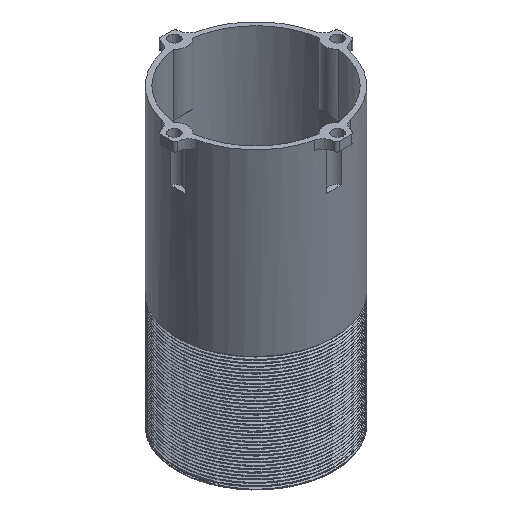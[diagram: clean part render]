
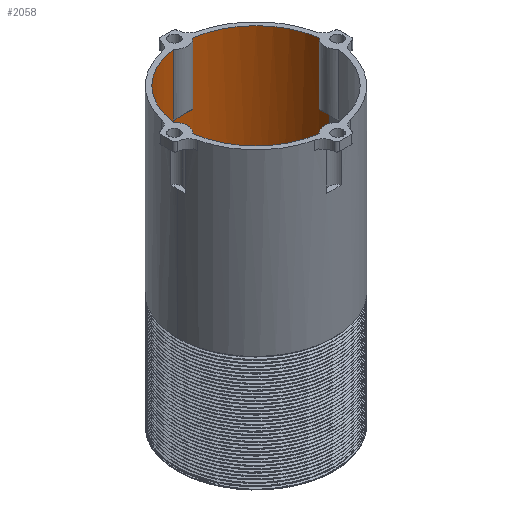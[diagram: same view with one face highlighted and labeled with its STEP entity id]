
A CAD part, isometric view. The second image highlights one B-rep face of the part: STEP entity #2058.
In plain terms, the highlighted cylindrical face has radius 24.9 mm (diameter 49.8 mm), a partial arc.
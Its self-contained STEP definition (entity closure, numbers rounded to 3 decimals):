
#54 = DIRECTION ( 'NONE',  ( 1., 0., 0. ) ) ;
#115 = VECTOR ( 'NONE', #7727, 1000. ) ;
#135 = CARTESIAN_POINT ( 'NONE',  ( 3.3, 24.68, 82. ) ) ;
#258 = VECTOR ( 'NONE', #10238, 1000. ) ;
#304 = ORIENTED_EDGE ( 'NONE', *, *, #3236, .F. ) ;
#324 = EDGE_CURVE ( 'NONE', #3768, #9759, #1473, .T. ) ;
#415 = LINE ( 'NONE', #521, #5786 ) ;
#488 = CARTESIAN_POINT ( 'NONE',  ( 3.3, 24.68, 79. ) ) ;
#521 = CARTESIAN_POINT ( 'NONE',  ( 24.68, 3.3, 82. ) ) ;
#598 = DIRECTION ( 'NONE',  ( 0., 0., 1. ) ) ;
#751 = DIRECTION ( 'NONE',  ( 0., 0., -1. ) ) ;
#820 = CARTESIAN_POINT ( 'NONE',  ( 0., 0., 79. ) ) ;
#966 = CARTESIAN_POINT ( 'NONE',  ( 0., 0., 100. ) ) ;
#1120 = VERTEX_POINT ( 'NONE', #10738 ) ;
#1165 = CARTESIAN_POINT ( 'NONE',  ( 3.3, 24.68, 100. ) ) ;
#1223 = CARTESIAN_POINT ( 'NONE',  ( -24.9, 0., 46.2 ) ) ;
#1274 = EDGE_CURVE ( 'NONE', #7358, #8961, #6723, .T. ) ;
#1287 = ORIENTED_EDGE ( 'NONE', *, *, #6475, .F. ) ;
#1309 = VERTEX_POINT ( 'NONE', #8528 ) ;
#1382 = ORIENTED_EDGE ( 'NONE', *, *, #9753, .T. ) ;
#1403 = CARTESIAN_POINT ( 'NONE',  ( 24.9, 0., 100. ) ) ;
#1430 = CARTESIAN_POINT ( 'NONE',  ( 24.68, 3.3, 100. ) ) ;
#1473 = CIRCLE ( 'NONE', #2923, 24.9 ) ;
#1479 = ORIENTED_EDGE ( 'NONE', *, *, #7469, .T. ) ;
#1492 = ORIENTED_EDGE ( 'NONE', *, *, #5164, .T. ) ;
#1852 = VERTEX_POINT ( 'NONE', #1223 ) ;
#2058 = ADVANCED_FACE ( 'NONE', ( #5905 ), #8296, .F. ) ;
#2343 = AXIS2_PLACEMENT_3D ( 'NONE', #7870, #8714, #4410 ) ;
#2405 = DIRECTION ( 'NONE',  ( -1., 0., 0. ) ) ;
#2652 = DIRECTION ( 'NONE',  ( -1., 0., 0. ) ) ;
#2670 = LINE ( 'NONE', #8735, #8250 ) ;
#2687 = EDGE_CURVE ( 'NONE', #8564, #1309, #9345, .T. ) ;
#2813 = CIRCLE ( 'NONE', #4254, 24.9 ) ;
#2923 = AXIS2_PLACEMENT_3D ( 'NONE', #966, #7092, #54 ) ;
#3007 = ORIENTED_EDGE ( 'NONE', *, *, #324, .T. ) ;
#3171 = ORIENTED_EDGE ( 'NONE', *, *, #5321, .T. ) ;
#3236 = EDGE_CURVE ( 'NONE', #7358, #3803, #9216, .T. ) ;
#3440 = CARTESIAN_POINT ( 'NONE',  ( -24.9, 0., 79. ) ) ;
#3455 = CARTESIAN_POINT ( 'NONE',  ( -3.3, 24.68, 100. ) ) ;
#3584 = EDGE_CURVE ( 'NONE', #6988, #1309, #2813, .T. ) ;
#3657 = AXIS2_PLACEMENT_3D ( 'NONE', #9364, #751, #5743 ) ;
#3768 = VERTEX_POINT ( 'NONE', #1430 ) ;
#3803 = VERTEX_POINT ( 'NONE', #6522 ) ;
#3829 = ORIENTED_EDGE ( 'NONE', *, *, #3584, .T. ) ;
#3904 = CIRCLE ( 'NONE', #4269, 24.9 ) ;
#3942 = LINE ( 'NONE', #10847, #4456 ) ;
#4254 = AXIS2_PLACEMENT_3D ( 'NONE', #9493, #6949, #10392 ) ;
#4269 = AXIS2_PLACEMENT_3D ( 'NONE', #8425, #11020, #4861 ) ;
#4270 = EDGE_CURVE ( 'NONE', #1120, #6988, #2670, .T. ) ;
#4410 = DIRECTION ( 'NONE',  ( -1., 0., 0. ) ) ;
#4456 = VECTOR ( 'NONE', #7299, 1000. ) ;
#4785 = ORIENTED_EDGE ( 'NONE', *, *, #8206, .T. ) ;
#4859 = CARTESIAN_POINT ( 'NONE',  ( -24.68, 3.3, 79. ) ) ;
#4861 = DIRECTION ( 'NONE',  ( -1., 0., 0. ) ) ;
#5164 = EDGE_CURVE ( 'NONE', #1852, #3803, #3904, .T. ) ;
#5321 = EDGE_CURVE ( 'NONE', #8373, #1852, #3942, .T. ) ;
#5450 = DIRECTION ( 'NONE',  ( 0., 0., 1. ) ) ;
#5743 = DIRECTION ( 'NONE',  ( -1., 0., 0. ) ) ;
#5786 = VECTOR ( 'NONE', #9928, 1000. ) ;
#5905 = FACE_OUTER_BOUND ( 'NONE', #8749, .T. ) ;
#5979 = CARTESIAN_POINT ( 'NONE',  ( 24.68, 3.3, 79. ) ) ;
#6475 = EDGE_CURVE ( 'NONE', #8762, #9759, #7904, .T. ) ;
#6522 = CARTESIAN_POINT ( 'NONE',  ( 24.9, 0., 46.2 ) ) ;
#6542 = AXIS2_PLACEMENT_3D ( 'NONE', #820, #598, #2405 ) ;
#6622 = CARTESIAN_POINT ( 'NONE',  ( -24.68, 3.3, 82. ) ) ;
#6723 = CIRCLE ( 'NONE', #6542, 24.9 ) ;
#6949 = DIRECTION ( 'NONE',  ( 0., 0., 1. ) ) ;
#6988 = VERTEX_POINT ( 'NONE', #3455 ) ;
#7092 = DIRECTION ( 'NONE',  ( 0., 0., 1. ) ) ;
#7299 = DIRECTION ( 'NONE',  ( 0., 0., -1. ) ) ;
#7320 = VECTOR ( 'NONE', #8535, 1000. ) ;
#7358 = VERTEX_POINT ( 'NONE', #7481 ) ;
#7469 = EDGE_CURVE ( 'NONE', #8762, #1120, #8089, .T. ) ;
#7481 = CARTESIAN_POINT ( 'NONE',  ( 24.9, 0., 79. ) ) ;
#7727 = DIRECTION ( 'NONE',  ( 0., 0., 1. ) ) ;
#7816 = DIRECTION ( 'NONE',  ( 0., 0., 1. ) ) ;
#7870 = CARTESIAN_POINT ( 'NONE',  ( 0., 0., 79. ) ) ;
#7904 = LINE ( 'NONE', #135, #115 ) ;
#8089 = CIRCLE ( 'NONE', #9527, 24.9 ) ;
#8206 = EDGE_CURVE ( 'NONE', #8564, #8373, #9943, .T. ) ;
#8250 = VECTOR ( 'NONE', #5450, 1000. ) ;
#8296 = CYLINDRICAL_SURFACE ( 'NONE', #3657, 24.9 ) ;
#8373 = VERTEX_POINT ( 'NONE', #3440 ) ;
#8425 = CARTESIAN_POINT ( 'NONE',  ( 0., 0., 46.2 ) ) ;
#8528 = CARTESIAN_POINT ( 'NONE',  ( -24.68, 3.3, 100. ) ) ;
#8535 = DIRECTION ( 'NONE',  ( 0., 0., -1. ) ) ;
#8548 = CARTESIAN_POINT ( 'NONE',  ( 0., 0., 79. ) ) ;
#8564 = VERTEX_POINT ( 'NONE', #4859 ) ;
#8714 = DIRECTION ( 'NONE',  ( 0., 0., 1. ) ) ;
#8735 = CARTESIAN_POINT ( 'NONE',  ( -3.3, 24.68, 82. ) ) ;
#8749 = EDGE_LOOP ( 'NONE', ( #304, #9413, #1382, #3007, #1287, #1479, #10615, #3829, #11069, #4785, #3171, #1492 ) ) ;
#8762 = VERTEX_POINT ( 'NONE', #488 ) ;
#8961 = VERTEX_POINT ( 'NONE', #5979 ) ;
#9216 = LINE ( 'NONE', #1403, #7320 ) ;
#9345 = LINE ( 'NONE', #6622, #258 ) ;
#9364 = CARTESIAN_POINT ( 'NONE',  ( 0., 0., 100. ) ) ;
#9413 = ORIENTED_EDGE ( 'NONE', *, *, #1274, .T. ) ;
#9493 = CARTESIAN_POINT ( 'NONE',  ( 0., 0., 100. ) ) ;
#9527 = AXIS2_PLACEMENT_3D ( 'NONE', #8548, #7816, #2652 ) ;
#9753 = EDGE_CURVE ( 'NONE', #8961, #3768, #415, .T. ) ;
#9759 = VERTEX_POINT ( 'NONE', #1165 ) ;
#9928 = DIRECTION ( 'NONE',  ( 0., 0., 1. ) ) ;
#9943 = CIRCLE ( 'NONE', #2343, 24.9 ) ;
#10238 = DIRECTION ( 'NONE',  ( 0., 0., 1. ) ) ;
#10392 = DIRECTION ( 'NONE',  ( 1., 0., 0. ) ) ;
#10615 = ORIENTED_EDGE ( 'NONE', *, *, #4270, .T. ) ;
#10738 = CARTESIAN_POINT ( 'NONE',  ( -3.3, 24.68, 79. ) ) ;
#10847 = CARTESIAN_POINT ( 'NONE',  ( -24.9, 0., 100. ) ) ;
#11020 = DIRECTION ( 'NONE',  ( 0., 0., -1. ) ) ;
#11069 = ORIENTED_EDGE ( 'NONE', *, *, #2687, .F. ) ;
